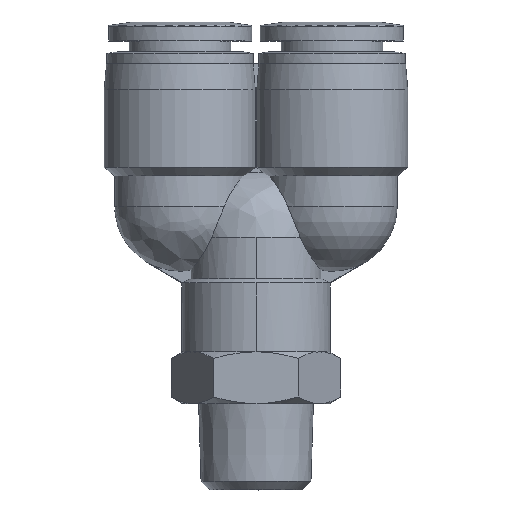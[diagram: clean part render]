
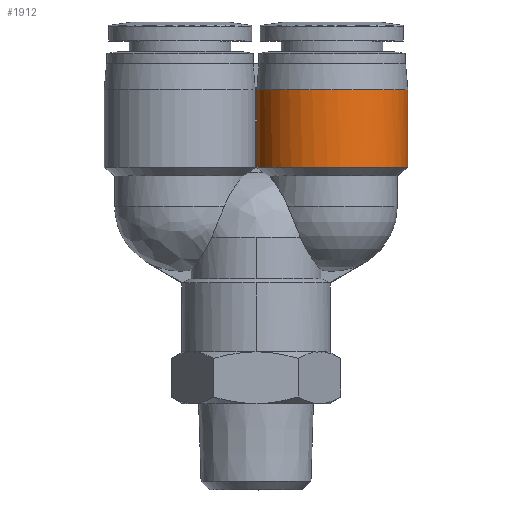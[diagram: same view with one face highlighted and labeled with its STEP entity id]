
A CAD part, top view. The second image highlights one B-rep face of the part: STEP entity #1912.
In plain terms, the highlighted cylindrical face has radius 8.8 mm (diameter 17.6 mm), a partial arc.
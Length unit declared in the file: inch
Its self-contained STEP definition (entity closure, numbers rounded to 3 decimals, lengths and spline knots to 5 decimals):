
#11 = CARTESIAN_POINT ( 'NONE',  ( 0.00351, 1.00075, 0.04921 ) ) ;
#42 = CARTESIAN_POINT ( 'NONE',  ( 0.00351, 1.19685, -0.04921 ) ) ;
#225 = CARTESIAN_POINT ( 'NONE',  ( 0.00351, 1.19685, 0.04921 ) ) ;
#603 = VERTEX_POINT ( 'NONE', #5531 ) ;
#631 = AXIS2_PLACEMENT_3D ( 'NONE', #3503, #3032, #2380 ) ;
#658 = VECTOR ( 'NONE', #6170, 39.37008 ) ;
#797 = ORIENTED_EDGE ( 'NONE', *, *, #7430, .F. ) ;
#829 = DIRECTION ( 'NONE',  ( 0., 1., 0. ) ) ;
#880 = CARTESIAN_POINT ( 'NONE',  ( 0.00351, 1.00075, -0.04921 ) ) ;
#1028 = EDGE_CURVE ( 'NONE', #4895, #5604, #8078, .T. ) ;
#1174 = AXIS2_PLACEMENT_3D ( 'NONE', #1809, #6581, #2475 ) ;
#1809 = CARTESIAN_POINT ( 'NONE',  ( 0.34646, 0.84252, 0. ) ) ;
#1912 = ADVANCED_FACE ( 'NONE', ( #2481 ), #2069, .T. ) ;
#2005 = AXIS2_PLACEMENT_3D ( 'NONE', #4015, #8781, #4727 ) ;
#2069 = CYLINDRICAL_SURFACE ( 'NONE', #631, 0.34646 ) ;
#2380 = DIRECTION ( 'NONE',  ( -1., 0., 0. ) ) ;
#2441 = LINE ( 'NONE', #11, #658 ) ;
#2475 = DIRECTION ( 'NONE',  ( 1., 0., 0. ) ) ;
#2481 = FACE_OUTER_BOUND ( 'NONE', #6090, .T. ) ;
#2699 = EDGE_CURVE ( 'NONE', #5596, #5604, #6275, .T. ) ;
#2842 = CARTESIAN_POINT ( 'NONE',  ( 0.34646, 1.19685, 0. ) ) ;
#2846 = AXIS2_PLACEMENT_3D ( 'NONE', #2842, #7629, #3506 ) ;
#3032 = DIRECTION ( 'NONE',  ( 0., 1., 0. ) ) ;
#3433 = EDGE_CURVE ( 'NONE', #4895, #603, #6304, .T. ) ;
#3503 = CARTESIAN_POINT ( 'NONE',  ( 0.34646, 0.84252, 0. ) ) ;
#3506 = DIRECTION ( 'NONE',  ( -1., 0., 0. ) ) ;
#4015 = CARTESIAN_POINT ( 'NONE',  ( 0.34646, 1.19685, 0. ) ) ;
#4727 = DIRECTION ( 'NONE',  ( -1., 0., 0. ) ) ;
#4781 = CARTESIAN_POINT ( 'NONE',  ( 0.69291, 1.19685, 0. ) ) ;
#4895 = VERTEX_POINT ( 'NONE', #6281 ) ;
#5531 = CARTESIAN_POINT ( 'NONE',  ( 0.00351, 0.84252, 0.04921 ) ) ;
#5553 = ORIENTED_EDGE ( 'NONE', *, *, #6395, .F. ) ;
#5596 = VERTEX_POINT ( 'NONE', #4781 ) ;
#5604 = VERTEX_POINT ( 'NONE', #42 ) ;
#6090 = EDGE_LOOP ( 'NONE', ( #5553, #8296, #6265, #6535, #797 ) ) ;
#6170 = DIRECTION ( 'NONE',  ( 0., 1., 0. ) ) ;
#6265 = ORIENTED_EDGE ( 'NONE', *, *, #1028, .T. ) ;
#6275 = CIRCLE ( 'NONE', #2846, 0.34646 ) ;
#6281 = CARTESIAN_POINT ( 'NONE',  ( 0.00351, 0.84252, -0.04921 ) ) ;
#6304 = CIRCLE ( 'NONE', #1174, 0.34646 ) ;
#6395 = EDGE_CURVE ( 'NONE', #603, #6752, #2441, .T. ) ;
#6535 = ORIENTED_EDGE ( 'NONE', *, *, #2699, .F. ) ;
#6581 = DIRECTION ( 'NONE',  ( 0., -1., 0. ) ) ;
#6752 = VERTEX_POINT ( 'NONE', #225 ) ;
#7236 = CIRCLE ( 'NONE', #2005, 0.34646 ) ;
#7430 = EDGE_CURVE ( 'NONE', #6752, #5596, #7236, .T. ) ;
#7629 = DIRECTION ( 'NONE',  ( 0., 1., 0. ) ) ;
#8078 = LINE ( 'NONE', #880, #8741 ) ;
#8296 = ORIENTED_EDGE ( 'NONE', *, *, #3433, .F. ) ;
#8741 = VECTOR ( 'NONE', #829, 39.37008 ) ;
#8781 = DIRECTION ( 'NONE',  ( 0., 1., 0. ) ) ;
